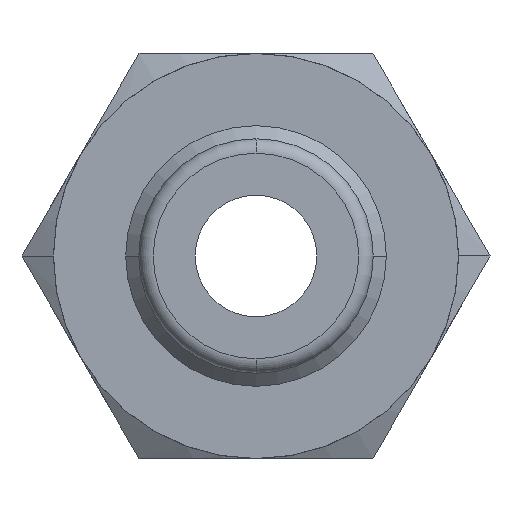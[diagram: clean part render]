
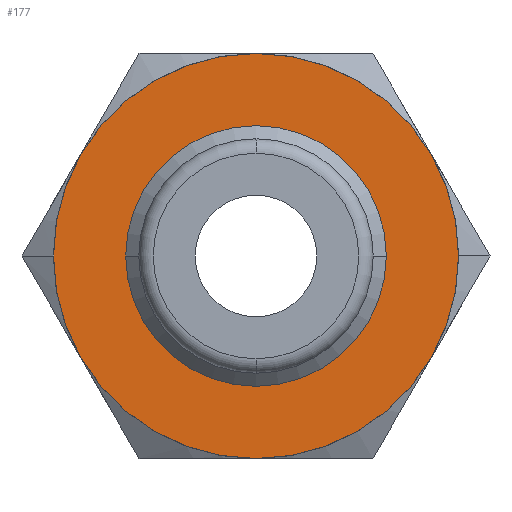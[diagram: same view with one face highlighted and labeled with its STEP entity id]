
A CAD part, front view. The second image highlights one B-rep face of the part: STEP entity #177.
In plain terms, the highlighted planar face has unit normal (0, -1, 0).
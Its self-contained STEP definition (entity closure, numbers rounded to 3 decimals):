
#177=ADVANCED_FACE('',(#367,#368),#369,.T.);
#367=FACE_OUTER_BOUND('',#566,.T.);
#368=FACE_BOUND('',#567,.T.);
#369=PLANE('',#568);
#566=EDGE_LOOP('',(#995,#996));
#567=EDGE_LOOP('',(#997,#998));
#568=AXIS2_PLACEMENT_3D('',#999,#1000,#1001);
#995=ORIENTED_EDGE('',*,*,#1279,.T.);
#996=ORIENTED_EDGE('',*,*,#1165,.T.);
#997=ORIENTED_EDGE('',*,*,#1121,.F.);
#998=ORIENTED_EDGE('',*,*,#1280,.F.);
#999=CARTESIAN_POINT('',(0.0,14.0,0.0));
#1000=DIRECTION('',(0.0,-1.0,0.0));
#1001=DIRECTION('',(-1.0,0.0,0.0));
#1121=EDGE_CURVE('',#1313,#1309,#1315,.T.);
#1165=EDGE_CURVE('',#1386,#1383,#1387,.T.);
#1279=EDGE_CURVE('',#1383,#1386,#1546,.T.);
#1280=EDGE_CURVE('',#1309,#1313,#1547,.T.);
#1309=VERTEX_POINT('',#1576);
#1313=VERTEX_POINT('',#1581);
#1315=CIRCLE('',#1584,4.5);
#1383=VERTEX_POINT('',#1668);
#1386=VERTEX_POINT('',#1672);
#1387=CIRCLE('',#1673,6.995);
#1546=CIRCLE('',#2115,6.995);
#1547=CIRCLE('',#2116,4.5);
#1576=CARTESIAN_POINT('',(4.5,14.0,0.));
#1581=CARTESIAN_POINT('',(-4.5,14.0,0.));
#1584=AXIS2_PLACEMENT_3D('',#2148,#2149,#2150);
#1668=CARTESIAN_POINT('',(6.995,14.0,0.0));
#1672=CARTESIAN_POINT('',(-6.995,14.0,0.));
#1673=AXIS2_PLACEMENT_3D('',#2216,#2217,#2218);
#2115=AXIS2_PLACEMENT_3D('',#2340,#2341,#2342);
#2116=AXIS2_PLACEMENT_3D('',#2343,#2344,#2345);
#2148=CARTESIAN_POINT('',(0.0,14.0,0.0));
#2149=DIRECTION('',(0.0,-1.0,0.0));
#2150=DIRECTION('',(1.0,0.0,0.0));
#2216=CARTESIAN_POINT('',(0.0,14.0,0.0));
#2217=DIRECTION('',(0.0,-1.0,0.0));
#2218=DIRECTION('',(1.0,0.0,0.0));
#2340=CARTESIAN_POINT('',(0.0,14.0,0.0));
#2341=DIRECTION('',(0.0,-1.0,0.0));
#2342=DIRECTION('',(1.0,0.0,0.0));
#2343=CARTESIAN_POINT('',(0.0,14.0,0.0));
#2344=DIRECTION('',(0.0,-1.0,0.0));
#2345=DIRECTION('',(1.0,0.0,0.0));
